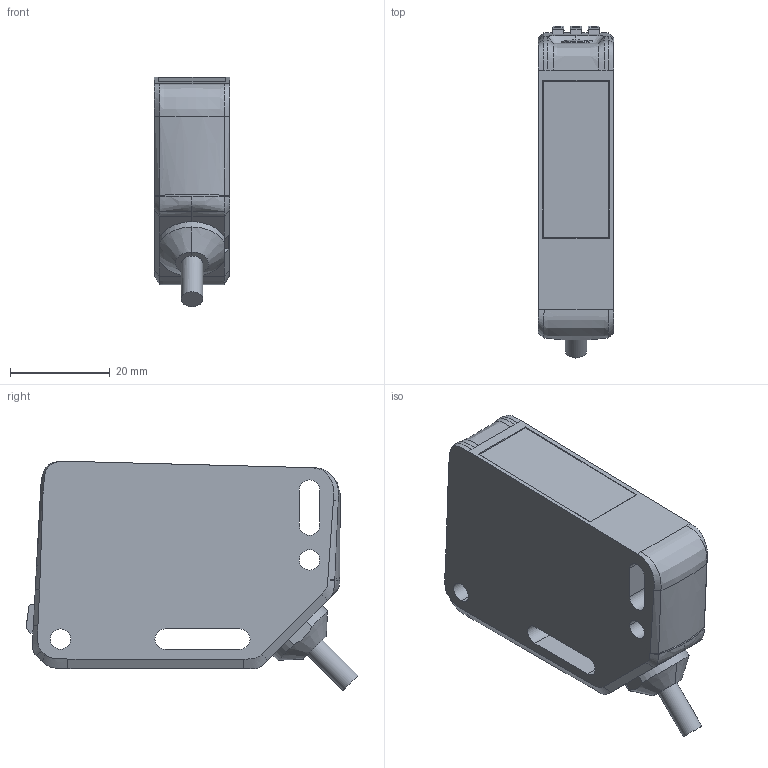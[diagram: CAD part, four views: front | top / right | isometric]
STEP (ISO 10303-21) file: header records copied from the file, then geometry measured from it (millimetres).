
FILE_DESCRIPTION((''),'2;1');
FILE_NAME('DM_CAD-5788','2018-04-20T',('creinig-se'),(''),'PRO/ENGINEER BY PARAMETRIC TECHNOLOGY CORPORATION, 2015440','PRO/ENGINEER BY PARAMETRIC TECHNOLOGY CORPORATION, 2015440','');
FILE_SCHEMA(('CONFIG_CONTROL_DESIGN'));
Length unit declared in the file: millimetre
Products named in the file (1): DM_CAD-5788
Bounding box: 15.1 x 66.64 x 46.07 mm (x, y, z)
Volume: 33524.1 mm3; surface area: 9141 mm2
Topology: 1 solids, 1 shells, 245 faces, 1023 edges, 1035 vertices
Faces by surface type: plane 116, bspline 44, cylinder 44, torus 15, sphere 10, extrusion 9, cone 7
Entity records: 17674 total; most frequent: CARTESIAN_POINT 6202, DIRECTION 1437, ORIENTED_EDGE 1302, PRESENTATION_STYLE_ASSIGNMENT 1188, STYLED_ITEM 1184, CURVE_STYLE 1107, EDGE_CURVE 651, VECTOR 629
